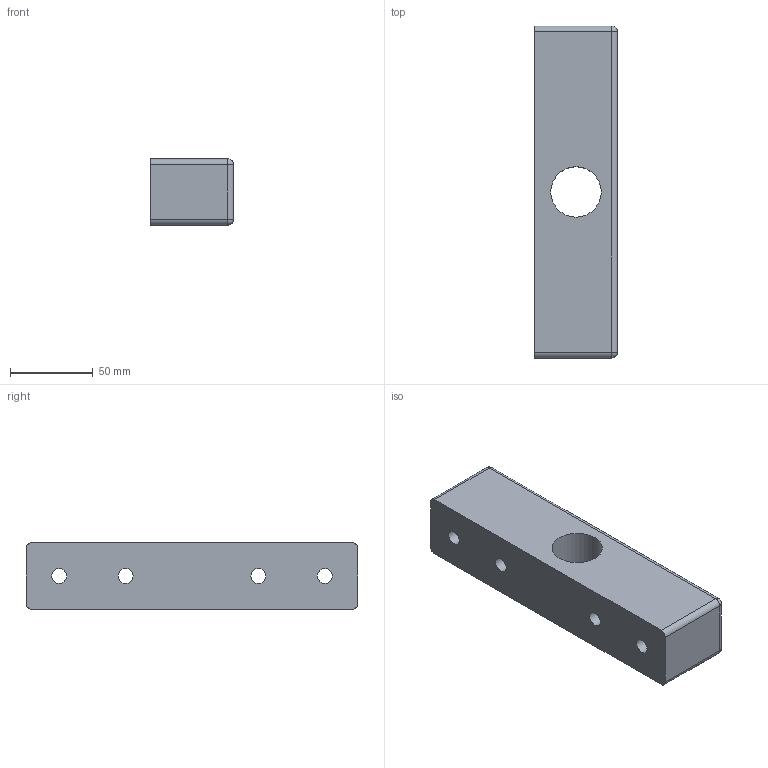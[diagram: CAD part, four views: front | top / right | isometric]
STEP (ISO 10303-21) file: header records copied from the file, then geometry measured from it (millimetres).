
FILE_DESCRIPTION(/* description */ ('Fußklotz'),/* implementation_level */ '2;1');
FILE_NAME(/* name */ 'SZ0300V-A.stp',/* time_stamp */ '2015-11-23T13:32:04+01:00',/* author */ ('Marina Kaa'),/* organization */ (''),/* preprocessor_version */ 'ST-DEVELOPER v15.6',/* originating_system */ 'Autodesk Inventor 2015',/* authorisation */ '');
FILE_SCHEMA (('AUTOMOTIVE_DESIGN { 1 0 10303 214 3 1 1 }'));
Length unit declared in the file: millimetre
Products named in the file (1): SZ0300V-A
Bounding box: 50 x 200 x 40 mm (x, y, z)
Volume: 352458.6 mm3; surface area: 47153.3 mm2
Topology: 1 solids, 1 shells, 31 faces, 68 edges, 39 vertices
Faces by surface type: cylinder 17, plane 10, sphere 4
Full cylindrical faces by diameter (mm): 9 x4, 15 x4, 30.376 x1
Entity records: 814 total; most frequent: DIRECTION 152, CARTESIAN_POINT 124, ORIENTED_EDGE 108, AXIS2_PLACEMENT_3D 66, EDGE_LOOP 54, EDGE_CURVE 54, VERTEX_POINT 38, CIRCLE 34
